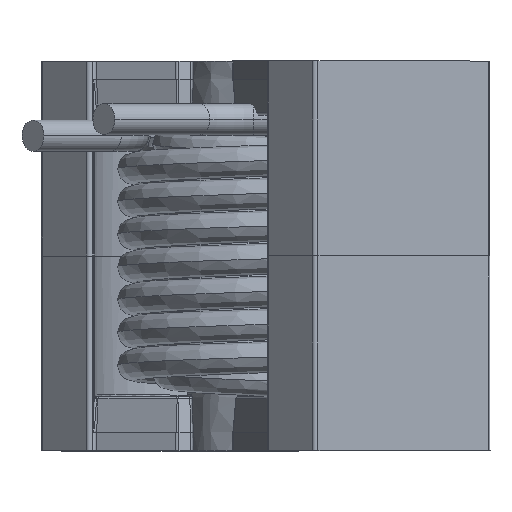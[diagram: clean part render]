
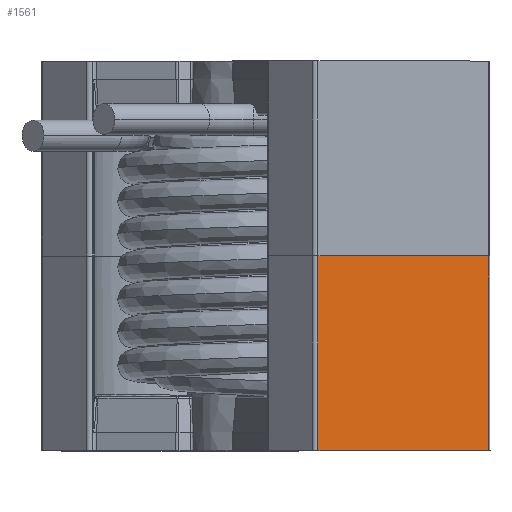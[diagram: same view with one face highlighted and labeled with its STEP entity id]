
A CAD part, top view. The second image highlights one B-rep face of the part: STEP entity #1561.
In plain terms, the highlighted face is planar.
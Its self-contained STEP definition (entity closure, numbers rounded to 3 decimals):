
#24 = ORIENTED_EDGE ( 'NONE', *, *, #1035, .T. ) ;
#117 = CARTESIAN_POINT ( 'NONE',  ( 25., 25., -5.167 ) ) ;
#844 = VERTEX_POINT ( 'NONE', #8730 ) ;
#981 = B_SPLINE_CURVE_WITH_KNOTS ( 'NONE', 3,
 ( #1673, #5568, #8506, #1436 ),
 .UNSPECIFIED., .F., .F.,
 ( 4, 4 ),
 ( 0., 1. ),
 .UNSPECIFIED. ) ;
#1035 = EDGE_CURVE ( 'NONE', #6943, #844, #8135, .T. ) ;
#1049 = CARTESIAN_POINT ( 'NONE',  ( 25., 0., 15.5 ) ) ;
#1436 = CARTESIAN_POINT ( 'NONE',  ( 25., 25., -15.5 ) ) ;
#1561 = ADVANCED_FACE ( 'NONE', ( #6112 ), #1622, .T. ) ;
#1622 = PLANE ( 'NONE',  #6192 ) ;
#1673 = CARTESIAN_POINT ( 'NONE',  ( 25., 0., -15.5 ) ) ;
#2561 = ORIENTED_EDGE ( 'NONE', *, *, #11542, .F. ) ;
#2573 = CARTESIAN_POINT ( 'NONE',  ( 25., 0., 15.5 ) ) ;
#2659 = EDGE_CURVE ( 'NONE', #844, #7601, #5848, .T. ) ;
#2735 = EDGE_CURVE ( 'NONE', #12243, #6943, #981, .T. ) ;
#3838 = ORIENTED_EDGE ( 'NONE', *, *, #2659, .T. ) ;
#4008 = CARTESIAN_POINT ( 'NONE',  ( 25., 25., 5.167 ) ) ;
#5096 = B_SPLINE_CURVE_WITH_KNOTS ( 'NONE', 3,
 ( #7873, #11939, #5897, #1049 ),
 .UNSPECIFIED., .F., .F.,
 ( 4, 4 ),
 ( 0., 1. ),
 .UNSPECIFIED. ) ;
#5568 = CARTESIAN_POINT ( 'NONE',  ( 25., 8.333, -15.5 ) ) ;
#5801 = CARTESIAN_POINT ( 'NONE',  ( 25., 25., 15.5 ) ) ;
#5848 = B_SPLINE_CURVE_WITH_KNOTS ( 'NONE', 3,
 ( #12196, #7316, #6475, #2573 ),
 .UNSPECIFIED., .F., .F.,
 ( 4, 4 ),
 ( 0., 1. ),
 .UNSPECIFIED. ) ;
#5897 = CARTESIAN_POINT ( 'NONE',  ( 25., 0., 5.167 ) ) ;
#6112 = FACE_OUTER_BOUND ( 'NONE', #12507, .T. ) ;
#6192 = AXIS2_PLACEMENT_3D ( 'NONE', #10426, #11497, #8455 ) ;
#6475 = CARTESIAN_POINT ( 'NONE',  ( 25., 8.333, 15.5 ) ) ;
#6759 = CARTESIAN_POINT ( 'NONE',  ( 25., 25., -15.5 ) ) ;
#6943 = VERTEX_POINT ( 'NONE', #12169 ) ;
#7316 = CARTESIAN_POINT ( 'NONE',  ( 25., 16.667, 15.5 ) ) ;
#7601 = VERTEX_POINT ( 'NONE', #8464 ) ;
#7873 = CARTESIAN_POINT ( 'NONE',  ( 25., 0., -15.5 ) ) ;
#8135 = B_SPLINE_CURVE_WITH_KNOTS ( 'NONE', 3,
 ( #6759, #117, #4008, #5801 ),
 .UNSPECIFIED., .F., .F.,
 ( 4, 4 ),
 ( 0., 1. ),
 .UNSPECIFIED. ) ;
#8455 = DIRECTION ( 'NONE',  ( 0., 1., 0. ) ) ;
#8464 = CARTESIAN_POINT ( 'NONE',  ( 25., 0., 15.5 ) ) ;
#8506 = CARTESIAN_POINT ( 'NONE',  ( 25., 16.667, -15.5 ) ) ;
#8730 = CARTESIAN_POINT ( 'NONE',  ( 25., 25., 15.5 ) ) ;
#10426 = CARTESIAN_POINT ( 'NONE',  ( 25., 0., 0. ) ) ;
#11497 = DIRECTION ( 'NONE',  ( 1., 0., 0. ) ) ;
#11542 = EDGE_CURVE ( 'NONE', #12243, #7601, #5096, .T. ) ;
#11730 = ORIENTED_EDGE ( 'NONE', *, *, #2735, .T. ) ;
#11855 = CARTESIAN_POINT ( 'NONE',  ( 25., 0., -15.5 ) ) ;
#11939 = CARTESIAN_POINT ( 'NONE',  ( 25., 0., -5.167 ) ) ;
#12169 = CARTESIAN_POINT ( 'NONE',  ( 25., 25., -15.5 ) ) ;
#12196 = CARTESIAN_POINT ( 'NONE',  ( 25., 25., 15.5 ) ) ;
#12243 = VERTEX_POINT ( 'NONE', #11855 ) ;
#12507 = EDGE_LOOP ( 'NONE', ( #24, #3838, #2561, #11730 ) ) ;
